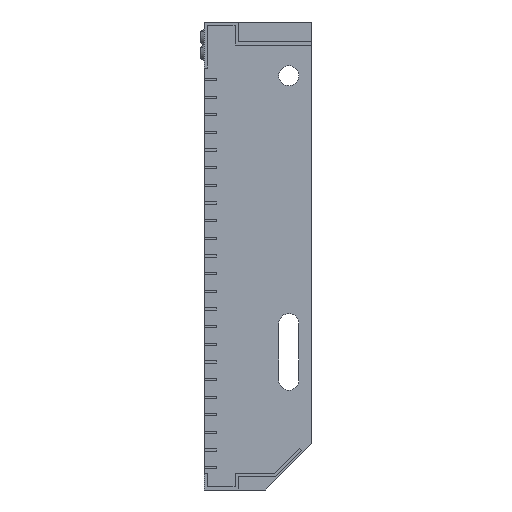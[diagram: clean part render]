
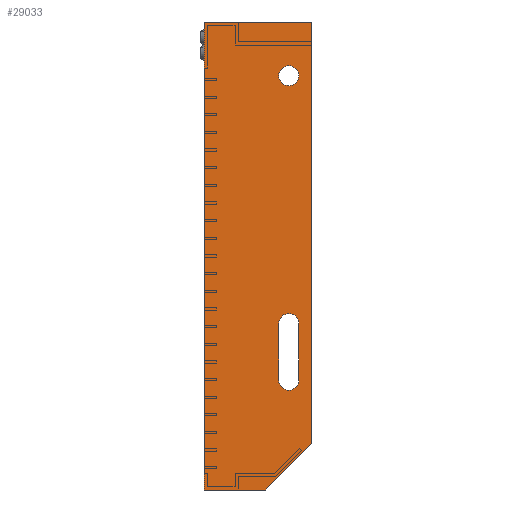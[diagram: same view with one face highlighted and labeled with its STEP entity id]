
A CAD part, left-side view. The second image highlights one B-rep face of the part: STEP entity #29033.
In plain terms, the highlighted planar face has unit normal (-1, 0, 0).
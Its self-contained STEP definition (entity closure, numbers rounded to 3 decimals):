
#138 = ORIENTED_EDGE ( 'NONE', *, *, #28697, .T. ) ;
#972 = DIRECTION ( 'NONE',  ( 0., 0., -1. ) ) ;
#1368 = DIRECTION ( 'NONE',  ( 0., 0., -1. ) ) ;
#1371 = EDGE_CURVE ( 'NONE', #3147, #25050, #10800, .T. ) ;
#1442 = ORIENTED_EDGE ( 'NONE', *, *, #5559, .T. ) ;
#2865 = CARTESIAN_POINT ( 'NONE',  ( -450., 15., -196.5 ) ) ;
#3071 = DIRECTION ( 'NONE',  ( 0., 0., 1. ) ) ;
#3147 = VERTEX_POINT ( 'NONE', #28857 ) ;
#3489 = DIRECTION ( 'NONE',  ( 0., 0., -1. ) ) ;
#3827 = DIRECTION ( 'NONE',  ( 0., 0.707, -0.707 ) ) ;
#4206 = CIRCLE ( 'NONE', #13363, 6.5 ) ;
#4251 = DIRECTION ( 'NONE',  ( 1., 0., 0. ) ) ;
#4388 = CARTESIAN_POINT ( 'NONE',  ( -450., 70., -305. ) ) ;
#4454 = CARTESIAN_POINT ( 'NONE',  ( -450., 70., -305. ) ) ;
#4591 = ORIENTED_EDGE ( 'NONE', *, *, #26319, .F. ) ;
#5341 = DIRECTION ( 'NONE',  ( 0., 0., 1. ) ) ;
#5559 = EDGE_CURVE ( 'NONE', #8421, #24261, #19132, .T. ) ;
#5571 = ORIENTED_EDGE ( 'NONE', *, *, #9437, .F. ) ;
#5664 = VERTEX_POINT ( 'NONE', #11181 ) ;
#5790 = CARTESIAN_POINT ( 'NONE',  ( -450., 0., 0. ) ) ;
#5812 = VECTOR ( 'NONE', #17384, 1000. ) ;
#5920 = DIRECTION ( 'NONE',  ( 1., 0., 0. ) ) ;
#6040 = DIRECTION ( 'NONE',  ( 0., 0., -1. ) ) ;
#6127 = CARTESIAN_POINT ( 'NONE',  ( -450., 15., -233.5 ) ) ;
#6407 = LINE ( 'NONE', #32698, #19699 ) ;
#6530 = EDGE_LOOP ( 'NONE', ( #26961, #31752, #30375, #5571, #4591 ) ) ;
#6601 = CARTESIAN_POINT ( 'NONE',  ( -450., 21.5, -196.5 ) ) ;
#7203 = FACE_BOUND ( 'NONE', #14491, .T. ) ;
#7533 = CIRCLE ( 'NONE', #31144, 6.5 ) ;
#8154 = EDGE_CURVE ( 'NONE', #5664, #8421, #18555, .T. ) ;
#8255 = AXIS2_PLACEMENT_3D ( 'NONE', #12348, #4251, #1368 ) ;
#8266 = DIRECTION ( 'NONE',  ( 1., 0., 0. ) ) ;
#8367 = DIRECTION ( 'NONE',  ( 0., 0., -1. ) ) ;
#8383 = CARTESIAN_POINT ( 'NONE',  ( -450., 70., 0. ) ) ;
#8421 = VERTEX_POINT ( 'NONE', #6601 ) ;
#8447 = DIRECTION ( 'NONE',  ( 1., 0., 0. ) ) ;
#9437 = EDGE_CURVE ( 'NONE', #22912, #10924, #31844, .T. ) ;
#9589 = CARTESIAN_POINT ( 'NONE',  ( -450., 30., -305. ) ) ;
#10603 = VECTOR ( 'NONE', #3071, 1000. ) ;
#10800 = LINE ( 'NONE', #19976, #19963 ) ;
#10924 = VERTEX_POINT ( 'NONE', #4454 ) ;
#11181 = CARTESIAN_POINT ( 'NONE',  ( -450., 21.5, -233.5 ) ) ;
#11705 = CIRCLE ( 'NONE', #8255, 6.5 ) ;
#12348 = CARTESIAN_POINT ( 'NONE',  ( -450., 15., -233.5 ) ) ;
#12437 = LINE ( 'NONE', #19943, #5812 ) ;
#13132 = VERTEX_POINT ( 'NONE', #15188 ) ;
#13363 = AXIS2_PLACEMENT_3D ( 'NONE', #23818, #8266, #8367 ) ;
#13545 = DIRECTION ( 'NONE',  ( 0., 0., 1. ) ) ;
#14491 = EDGE_LOOP ( 'NONE', ( #28473, #30644, #28476, #32558, #1442 ) ) ;
#15086 = FACE_BOUND ( 'NONE', #34249, .T. ) ;
#15188 = CARTESIAN_POINT ( 'NONE',  ( -450., 15., -28.5 ) ) ;
#15246 = VECTOR ( 'NONE', #13545, 1000. ) ;
#15718 = CARTESIAN_POINT ( 'NONE',  ( -450., 15., -240. ) ) ;
#16721 = CARTESIAN_POINT ( 'NONE',  ( -450., 8.5, -196.5 ) ) ;
#17384 = DIRECTION ( 'NONE',  ( 0., -1., 0. ) ) ;
#17520 = DIRECTION ( 'NONE',  ( 0., 0., -1. ) ) ;
#17527 = AXIS2_PLACEMENT_3D ( 'NONE', #6127, #19347, #3489 ) ;
#17638 = AXIS2_PLACEMENT_3D ( 'NONE', #2865, #31968, #21399 ) ;
#18555 = LINE ( 'NONE', #27047, #15246 ) ;
#19132 = CIRCLE ( 'NONE', #17638, 6.5 ) ;
#19347 = DIRECTION ( 'NONE',  ( 1., 0., 0. ) ) ;
#19699 = VECTOR ( 'NONE', #3827, 1000. ) ;
#19943 = CARTESIAN_POINT ( 'NONE',  ( -450., 0., 0. ) ) ;
#19963 = VECTOR ( 'NONE', #17520, 1000. ) ;
#19976 = CARTESIAN_POINT ( 'NONE',  ( -450., 0., -275. ) ) ;
#20280 = CIRCLE ( 'NONE', #17527, 6.5 ) ;
#20535 = EDGE_CURVE ( 'NONE', #25739, #24405, #11705, .T. ) ;
#20850 = EDGE_CURVE ( 'NONE', #24261, #25739, #21204, .T. ) ;
#21204 = LINE ( 'NONE', #16721, #32001 ) ;
#21399 = DIRECTION ( 'NONE',  ( 0., 0., -1. ) ) ;
#21613 = VERTEX_POINT ( 'NONE', #25832 ) ;
#21709 = FACE_OUTER_BOUND ( 'NONE', #6530, .T. ) ;
#21765 = EDGE_CURVE ( 'NONE', #21613, #13132, #4206, .T. ) ;
#22235 = LINE ( 'NONE', #8383, #10603 ) ;
#22338 = ORIENTED_EDGE ( 'NONE', *, *, #21765, .T. ) ;
#22912 = VERTEX_POINT ( 'NONE', #9589 ) ;
#23818 = CARTESIAN_POINT ( 'NONE',  ( -450., 15., -35. ) ) ;
#24261 = VERTEX_POINT ( 'NONE', #31837 ) ;
#24405 = VERTEX_POINT ( 'NONE', #15718 ) ;
#25050 = VERTEX_POINT ( 'NONE', #29774 ) ;
#25289 = EDGE_CURVE ( 'NONE', #10924, #26014, #22235, .T. ) ;
#25368 = AXIS2_PLACEMENT_3D ( 'NONE', #5790, #8447, #5341 ) ;
#25739 = VERTEX_POINT ( 'NONE', #26600 ) ;
#25832 = CARTESIAN_POINT ( 'NONE',  ( -450., 15., -41.5 ) ) ;
#26014 = VERTEX_POINT ( 'NONE', #28334 ) ;
#26319 = EDGE_CURVE ( 'NONE', #25050, #22912, #6407, .T. ) ;
#26600 = CARTESIAN_POINT ( 'NONE',  ( -450., 8.5, -233.5 ) ) ;
#26803 = PLANE ( 'NONE',  #25368 ) ;
#26961 = ORIENTED_EDGE ( 'NONE', *, *, #1371, .F. ) ;
#27047 = CARTESIAN_POINT ( 'NONE',  ( -450., 21.5, -233.5 ) ) ;
#27741 = VECTOR ( 'NONE', #30843, 1000. ) ;
#28334 = CARTESIAN_POINT ( 'NONE',  ( -450., 70., 0. ) ) ;
#28473 = ORIENTED_EDGE ( 'NONE', *, *, #20850, .T. ) ;
#28476 = ORIENTED_EDGE ( 'NONE', *, *, #32648, .T. ) ;
#28697 = EDGE_CURVE ( 'NONE', #13132, #21613, #7533, .T. ) ;
#28857 = CARTESIAN_POINT ( 'NONE',  ( -450., 0., 0. ) ) ;
#29033 = ADVANCED_FACE ( 'NONE', ( #7203, #15086, #21709 ), #26803, .F. ) ;
#29774 = CARTESIAN_POINT ( 'NONE',  ( -450., 0., -275. ) ) ;
#29954 = CARTESIAN_POINT ( 'NONE',  ( -450., 15., -35. ) ) ;
#30375 = ORIENTED_EDGE ( 'NONE', *, *, #25289, .F. ) ;
#30644 = ORIENTED_EDGE ( 'NONE', *, *, #20535, .T. ) ;
#30843 = DIRECTION ( 'NONE',  ( 0., 1., 0. ) ) ;
#31144 = AXIS2_PLACEMENT_3D ( 'NONE', #29954, #5920, #972 ) ;
#31223 = EDGE_CURVE ( 'NONE', #26014, #3147, #12437, .T. ) ;
#31752 = ORIENTED_EDGE ( 'NONE', *, *, #31223, .F. ) ;
#31837 = CARTESIAN_POINT ( 'NONE',  ( -450., 8.5, -196.5 ) ) ;
#31844 = LINE ( 'NONE', #4388, #27741 ) ;
#31968 = DIRECTION ( 'NONE',  ( 1., 0., 0. ) ) ;
#32001 = VECTOR ( 'NONE', #6040, 1000. ) ;
#32558 = ORIENTED_EDGE ( 'NONE', *, *, #8154, .T. ) ;
#32648 = EDGE_CURVE ( 'NONE', #24405, #5664, #20280, .T. ) ;
#32698 = CARTESIAN_POINT ( 'NONE',  ( -450., 30., -305. ) ) ;
#34249 = EDGE_LOOP ( 'NONE', ( #22338, #138 ) ) ;
